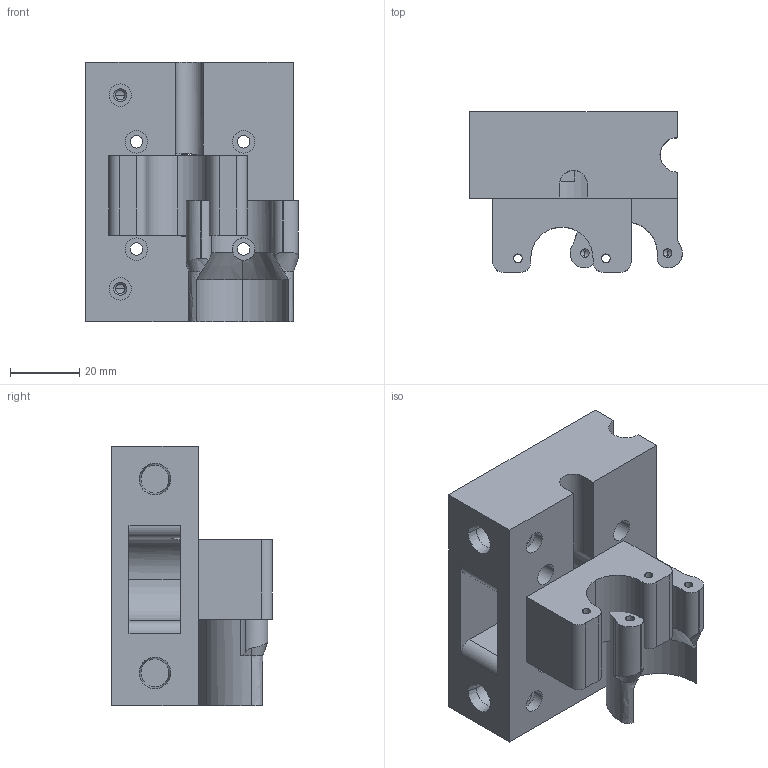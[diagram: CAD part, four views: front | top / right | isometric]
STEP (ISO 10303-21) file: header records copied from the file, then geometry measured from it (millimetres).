
FILE_DESCRIPTION (( 'STEP AP203' ), '1' );
FILE_NAME ('2Z bearing holder left body (LM8LUU).STEP', '2019-01-01T17:58:58', ( '' ), ( '' ), 'SwSTEP 2.0', 'SolidWorks 2018', '' );
FILE_SCHEMA (( 'CONFIG_CONTROL_DESIGN' ));
Length unit declared in the file: millimetre
Products named in the file (1): 2Z bearing holder left body (LM8LUU)
Bounding box: 61.47 x 46.41 x 75 mm (x, y, z)
Volume: 104786 mm3; surface area: 29911.2 mm2
Topology: 2 solids, 2 shells, 141 faces, 374 edges, 233 vertices
Faces by surface type: cylinder 73, plane 38, cone 26, bspline 4
Entity records: 5261 total; most frequent: CARTESIAN_POINT 1677, DIRECTION 751, ORIENTED_EDGE 720, EDGE_CURVE 360, AXIS2_PLACEMENT_3D 292, VERTEX_POINT 233, EDGE_LOOP 171, LINE 167
